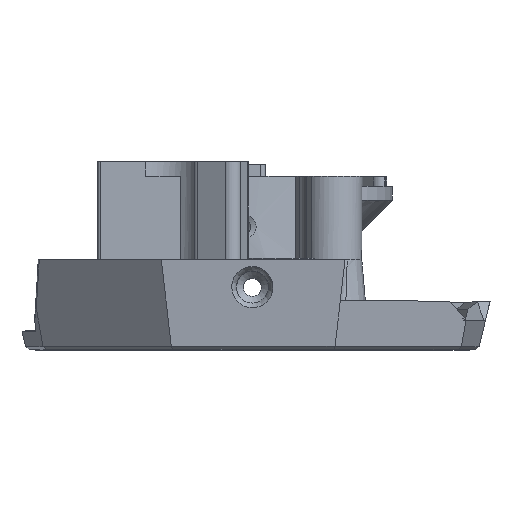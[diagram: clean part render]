
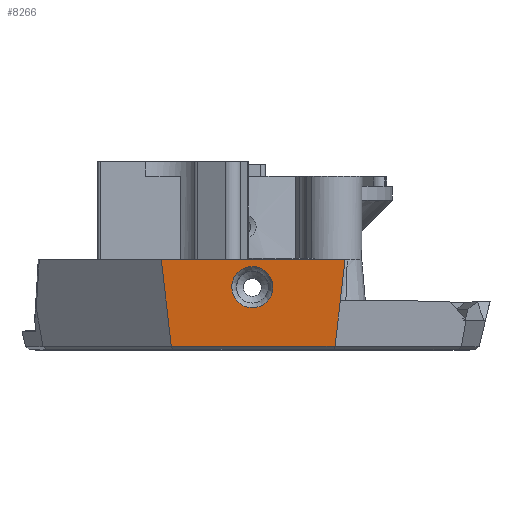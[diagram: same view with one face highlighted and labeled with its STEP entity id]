
A CAD part, top view. The second image highlights one B-rep face of the part: STEP entity #8266.
In plain terms, the highlighted planar face has unit normal (0, -0.087, 0.996).
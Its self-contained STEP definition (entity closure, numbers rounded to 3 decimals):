
#238=FACE_BOUND('',#1600,.T.);
#632=B_SPLINE_CURVE_WITH_KNOTS('',3,(#14432,#14433,#14434,#14435,#14436,
#14437,#14438,#14439,#14440,#14441),.UNSPECIFIED.,.T.,.F.,(4,1,1,1,1,1,
1,4),(-3.142,-2.244,-1.346,-0.449,
0.449,1.346,2.244,3.142),
 .UNSPECIFIED.);
#1140=FACE_OUTER_BOUND('',#1599,.T.);
#1599=EDGE_LOOP('',(#7471,#7472,#7473,#7474,#7475));
#1600=EDGE_LOOP('',(#7476));
#1667=LINE('',#11504,#2427);
#1716=LINE('',#11608,#2476);
#1741=LINE('',#11661,#2501);
#2377=LINE('',#15375,#3137);
#2378=LINE('',#15377,#3138);
#2427=VECTOR('',#9139,10.);
#2476=VECTOR('',#9216,10.);
#2501=VECTOR('',#9265,10.);
#3137=VECTOR('',#11393,10.);
#3138=VECTOR('',#11396,10.);
#3176=VERTEX_POINT('',#11501);
#3177=VERTEX_POINT('',#11503);
#3214=VERTEX_POINT('',#11606);
#3228=VERTEX_POINT('',#11657);
#3230=VERTEX_POINT('',#11660);
#3765=VERTEX_POINT('',#14427);
#3970=EDGE_CURVE('',#3177,#3176,#1667,.T.);
#4021=EDGE_CURVE('',#3176,#3214,#1716,.T.);
#4046=EDGE_CURVE('',#3230,#3228,#1741,.T.);
#4819=EDGE_CURVE('',#3765,#3765,#632,.T.);
#5138=EDGE_CURVE('',#3214,#3230,#2377,.T.);
#5139=EDGE_CURVE('',#3177,#3228,#2378,.T.);
#7471=ORIENTED_EDGE('',*,*,#5139,.F.);
#7472=ORIENTED_EDGE('',*,*,#3970,.T.);
#7473=ORIENTED_EDGE('',*,*,#4021,.T.);
#7474=ORIENTED_EDGE('',*,*,#5138,.T.);
#7475=ORIENTED_EDGE('',*,*,#4046,.T.);
#7476=ORIENTED_EDGE('',*,*,#4819,.F.);
#7824=PLANE('',#9059);
#8266=ADVANCED_FACE('',(#1140,#238),#7824,.T.);
#9059=AXIS2_PLACEMENT_3D('',#15376,#11394,#11395);
#9139=DIRECTION('',(0.114,0.99,0.087));
#9216=DIRECTION('',(0.114,0.99,0.087));
#9265=DIRECTION('',(0.114,-0.99,-0.087));
#11393=DIRECTION('',(-1.,0.,0.));
#11394=DIRECTION('center_axis',(0.,-0.087,
0.996));
#11395=DIRECTION('ref_axis',(1.,0.,0.));
#11396=DIRECTION('',(-1.,0.,0.));
#11501=CARTESIAN_POINT('',(11.557,-1.804,129.718));
#11503=CARTESIAN_POINT('',(10.865,-7.802,129.193));
#11504=CARTESIAN_POINT('',(12.131,3.174,130.154));
#11606=CARTESIAN_POINT('',(12.181,3.6,130.191));
#11608=CARTESIAN_POINT('',(12.131,3.174,130.154));
#11657=CARTESIAN_POINT('',(-10.664,-7.802,129.193));
#11660=CARTESIAN_POINT('',(-11.98,3.6,130.191));
#11661=CARTESIAN_POINT('',(-11.444,-1.046,129.784));
#14427=CARTESIAN_POINT('',(0.,-2.708,129.639));
#14432=CARTESIAN_POINT('Ctrl Pts',(0.,-2.708,
129.639));
#14433=CARTESIAN_POINT('Ctrl Pts',(0.812,-2.708,129.639));
#14434=CARTESIAN_POINT('Ctrl Pts',(2.428,-1.931,129.707));
#14435=CARTESIAN_POINT('Ctrl Pts',(3.022,0.688,129.936));
#14436=CARTESIAN_POINT('Ctrl Pts',(1.349,2.796,130.121));
#14437=CARTESIAN_POINT('Ctrl Pts',(-1.346,2.79,130.12));
#14438=CARTESIAN_POINT('Ctrl Pts',(-3.029,0.689,
129.936));
#14439=CARTESIAN_POINT('Ctrl Pts',(-2.423,-1.93,
129.707));
#14440=CARTESIAN_POINT('Ctrl Pts',(-0.812,-2.708,
129.639));
#14441=CARTESIAN_POINT('Ctrl Pts',(0.,-2.708,
129.639));
#15375=CARTESIAN_POINT('',(0.43,3.6,130.191));
#15376=CARTESIAN_POINT('Origin',(-0.168,0.303,129.902));
#15377=CARTESIAN_POINT('',(0.023,-7.802,129.193));
